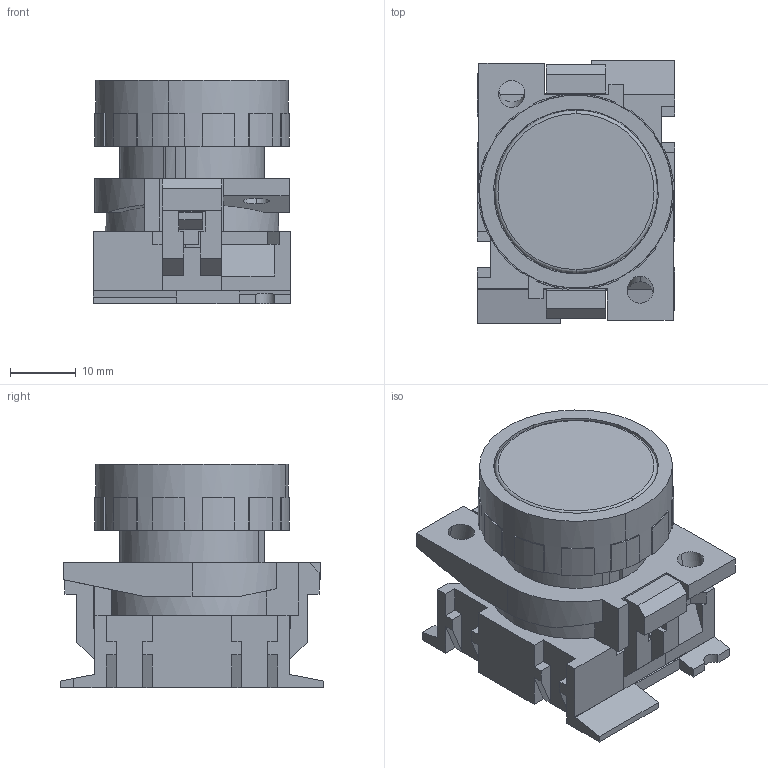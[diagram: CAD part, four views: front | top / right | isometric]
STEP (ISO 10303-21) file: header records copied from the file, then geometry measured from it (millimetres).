
FILE_DESCRIPTION (( 'STEP AP214' ), '1' );
FILE_NAME ('08_520_0.STEP', '2016-08-03T11:51:39', ( '' ), ( '' ), 'SwSTEP 2.0', 'SolidWorks 2016', '' );
FILE_SCHEMA (( 'AUTOMOTIVE_DESIGN' ));
Length unit declared in the file: millimetre
Products named in the file (1): 08_520_0
Bounding box: 30 x 40 x 33.9 mm (x, y, z)
Volume: 17495.3 mm3; surface area: 13162.6 mm2
Topology: 4 solids, 4 shells, 360 faces, 1010 edges, 663 vertices
Faces by surface type: plane 290, cylinder 58, torus 8, cone 4
Entity records: 11593 total; most frequent: CARTESIAN_POINT 2092, ORIENTED_EDGE 2020, DIRECTION 1906, EDGE_CURVE 1010, VECTOR 800, LINE 800, VERTEX_POINT 663, AXIS2_PLACEMENT_3D 553
